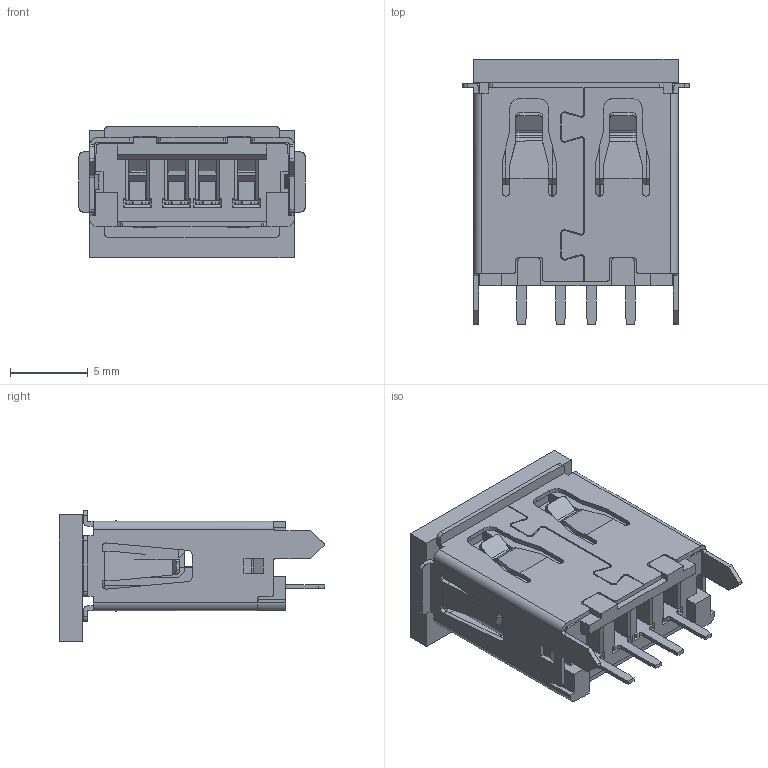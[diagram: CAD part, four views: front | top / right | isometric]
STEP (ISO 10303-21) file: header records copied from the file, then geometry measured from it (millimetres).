
FILE_DESCRIPTION (( 'STEP AP214' ), '1' );
FILE_NAME ('690E104-241-400.STEP', '2021-01-14T12:36:38', ( '' ), ( '' ), 'SwSTEP 2.0', 'SolidWorks 2020', '' );
FILE_SCHEMA (( 'AUTOMOTIVE_DESIGN' ));
Length unit declared in the file: millimetre
Products named in the file (5): Insulator 690E104-241-400; 690E104-241-400; Contact 690E104-241-400; Cap 690E104-241-400; Shell 690E104-241-400
Assembly tree (7 placements, depth 2):
  690E104-241-400
    Insulator 690E104-241-400
    Contact 690E104-241-400  x4
    Shell 690E104-241-400
    Cap 690E104-241-400
Bounding box: 14.5 x 16.99 x 8.4 mm (x, y, z)
Volume: 715.2 mm3; surface area: 2210.4 mm2
Topology: 7 solids, 7 shells, 827 faces, 2438 edges, 1612 vertices
Faces by surface type: plane 571, cylinder 252, bspline 2, cone 2
Entity records: 22232 total; most frequent: CARTESIAN_POINT 5509, ORIENTED_EDGE 3756, DIRECTION 2999, EDGE_CURVE 1878, LINE 1437, VECTOR 1437, VERTEX_POINT 1240, AXIS2_PLACEMENT_3D 781
